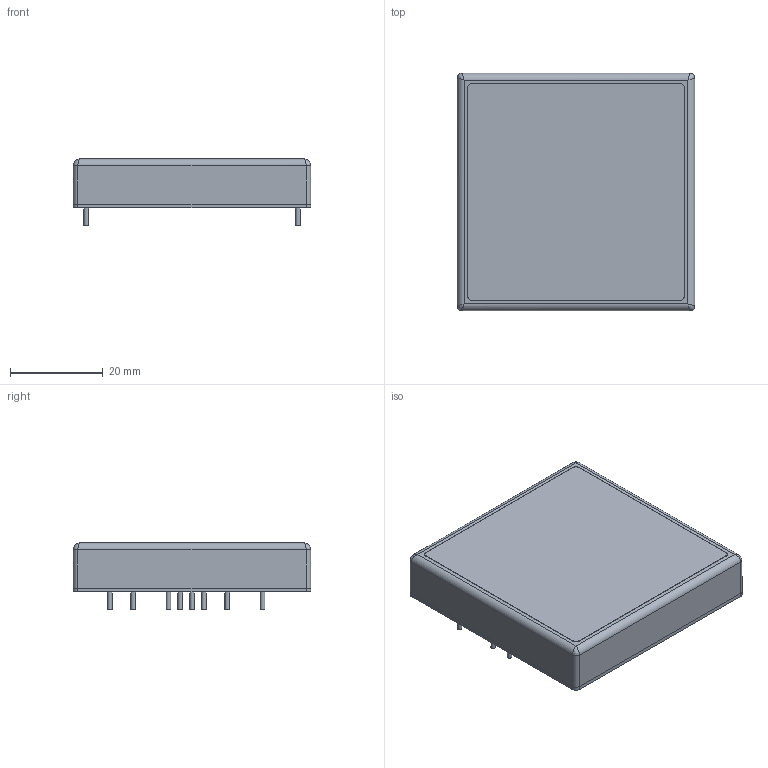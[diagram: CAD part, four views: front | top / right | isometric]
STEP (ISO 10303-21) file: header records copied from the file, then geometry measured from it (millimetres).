
FILE_DESCRIPTION(/* description */ (''),/* implementation_level */ '2;1');
FILE_NAME(/* name */ 'DCDC_TRACO_TEN40.stp',/* time_stamp */ '2015-07-20T11:44:24+02:00',/* author */ ('bcivel'),/* organization */ (''),/* preprocessor_version */ 'ST-DEVELOPER v15.5',/* originating_system */ 'AutoCAD Mechanical',/* authorisation */ '');
FILE_SCHEMA (('AUTOMOTIVE_DESIGN { 1 0 10303 214 3 1 1 }'));
Length unit declared in the file: millimetre
Products named in the file (1): Product
Bounding box: 51.3 x 51.3 x 14.5 mm (x, y, z)
Volume: 28035.3 mm3; surface area: 17066.9 mm2
Topology: 12 solids, 12 shells, 65 faces, 115 edges, 70 vertices
Faces by surface type: plane 36, cylinder 25, bspline 4
Full cylindrical faces by diameter (mm): 1 x9
Entity records: 1712 total; most frequent: CARTESIAN_POINT 426, DIRECTION 276, ORIENTED_EDGE 204, AXIS2_PLACEMENT_3D 112, EDGE_CURVE 102, EDGE_LOOP 74, VERTEX_POINT 70, FACE_OUTER_BOUND 65
